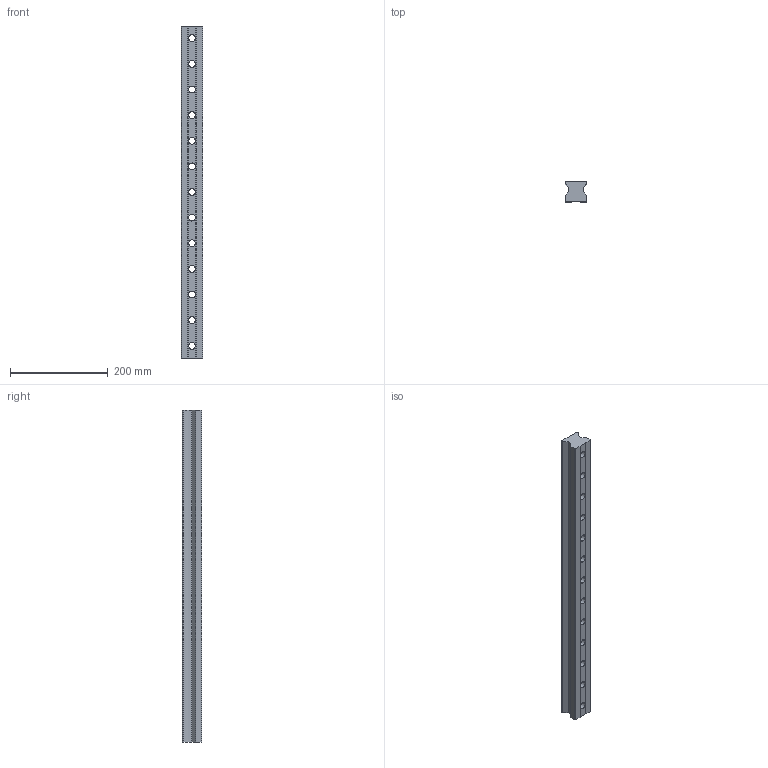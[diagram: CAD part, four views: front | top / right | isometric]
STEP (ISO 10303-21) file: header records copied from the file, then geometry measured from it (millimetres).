
FILE_DESCRIPTION (( 'STEP AP214' ), '1' );
FILE_NAME ('CAD_RMG45LC_Skena_Rollco.stp.STEP', '2022-06-23T09:07:18', ( '' ), ( '' ), 'SwSTEP 2.0', 'SolidWorks 2021', '' );
FILE_SCHEMA (( 'AUTOMOTIVE_DESIGN' ));
Length unit declared in the file: millimetre
Products named in the file (2): Guida MG45 clienti.stp; CAD_RMG45LC_Skena_Rollco.stp
Assembly tree (1 placements, depth 2):
  CAD_RMG45LC_Skena_Rollco.stp
    Guida MG45 clienti.stp
Bounding box: 45 x 40 x 680 mm (x, y, z)
Volume: 926337.5 mm3; surface area: 149371.9 mm2
Topology: 1 solids, 1 shells, 87 faces, 216 edges, 144 vertices
Faces by surface type: bspline 65, plane 22
Entity records: 3376 total; most frequent: CARTESIAN_POINT 1426, ORIENTED_EDGE 432, DIRECTION 320, EDGE_CURVE 216, VERTEX_POINT 144, AXIS2_PLACEMENT_3D 130, EDGE_LOOP 126, CIRCLE 104
